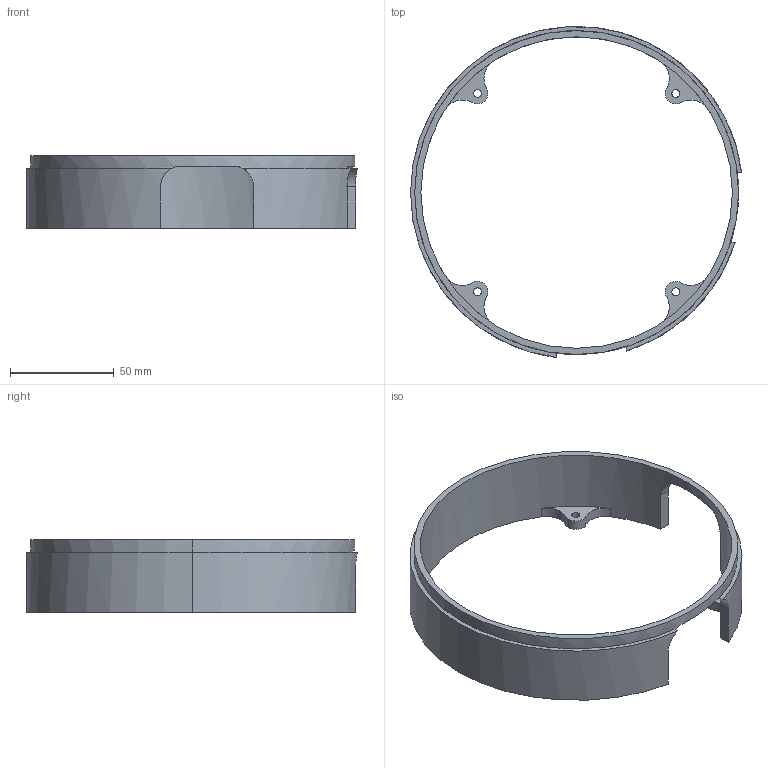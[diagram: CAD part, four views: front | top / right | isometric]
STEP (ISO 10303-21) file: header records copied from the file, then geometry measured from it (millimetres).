
FILE_DESCRIPTION (( 'STEP AP214' ), '1' );
FILE_NAME ('waist_frame_ver2_copy2.STEP', '2024-12-22T20:45:35', ( '' ), ( '' ), 'SwSTEP 2.0', 'SolidWorks 2024', '' );
FILE_SCHEMA (( 'AUTOMOTIVE_DESIGN' ));
Length unit declared in the file: millimetre
Products named in the file (1): waist_frame_ver2_copy2
Bounding box: 159.39 x 159.39 x 35 mm (x, y, z)
Volume: 69158.8 mm3; surface area: 35488.1 mm2
Topology: 1 solids, 1 shells, 50 faces, 147 edges, 98 vertices
Faces by surface type: cylinder 35, plane 15
Entity records: 1906 total; most frequent: CARTESIAN_POINT 474, DIRECTION 315, ORIENTED_EDGE 294, EDGE_CURVE 147, AXIS2_PLACEMENT_3D 129, VERTEX_POINT 98, CIRCLE 78, EDGE_LOOP 59
